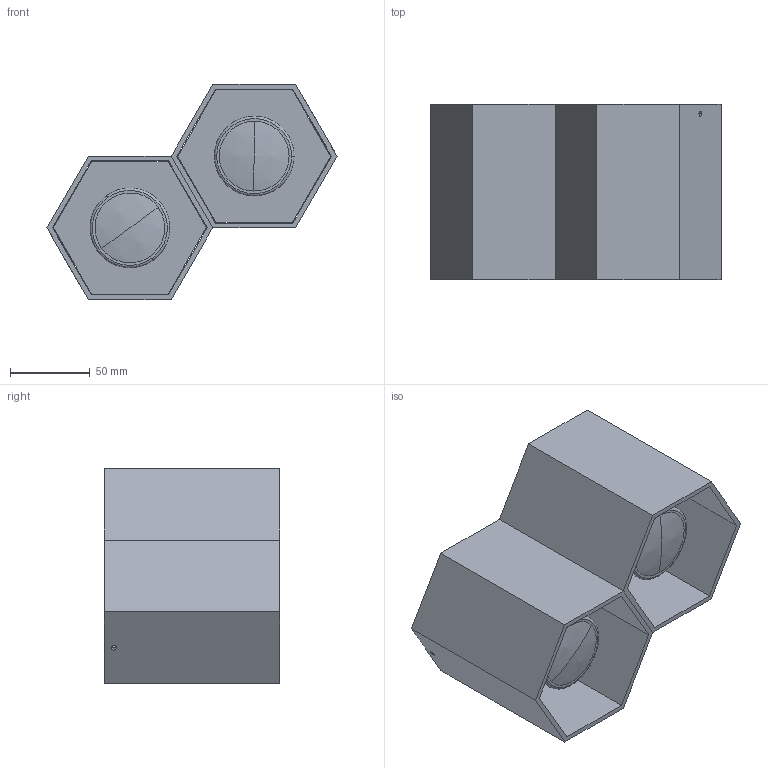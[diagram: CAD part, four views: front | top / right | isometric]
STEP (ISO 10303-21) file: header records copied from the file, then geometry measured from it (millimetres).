
FILE_DESCRIPTION (( 'STEP AP214' ), '1' );
FILE_NAME ('LBL252.STEP', '2021-11-26T06:12:29', ( 'GH' ), ( 'Microsoft' ), 'SwSTEP 2.0', 'SolidWorks 2013', '' );
FILE_SCHEMA (( 'AUTOMOTIVE_DESIGN' ));
Length unit declared in the file: millimetre
Products named in the file (5): LBL252; 柲階腑芠-2; GU10腑芛-湍窪伎綴裔; GU-10; GU10腑芛+腑邐
Assembly tree (6 placements, depth 3):
  LBL252
    柲階腑芠-2  x2
    GU10腑芛+腑邐  x2
      GU10腑芛-湍窪伎綴裔
      GU-10
Bounding box: 181.87 x 110 x 135 mm (x, y, z)
Volume: 318349.2 mm3; surface area: 188285.4 mm2
Topology: 8 solids, 8 shells, 402 faces, 1044 edges, 678 vertices
Faces by surface type: plane 186, cylinder 150, cone 40, torus 22, sphere 4
Entity records: 8428 total; most frequent: CARTESIAN_POINT 1480, DIRECTION 1091, ORIENTED_EDGE 1044, EDGE_CURVE 522, AXIS2_PLACEMENT_3D 422, VERTEX_POINT 339, VECTOR 247, LINE 247
